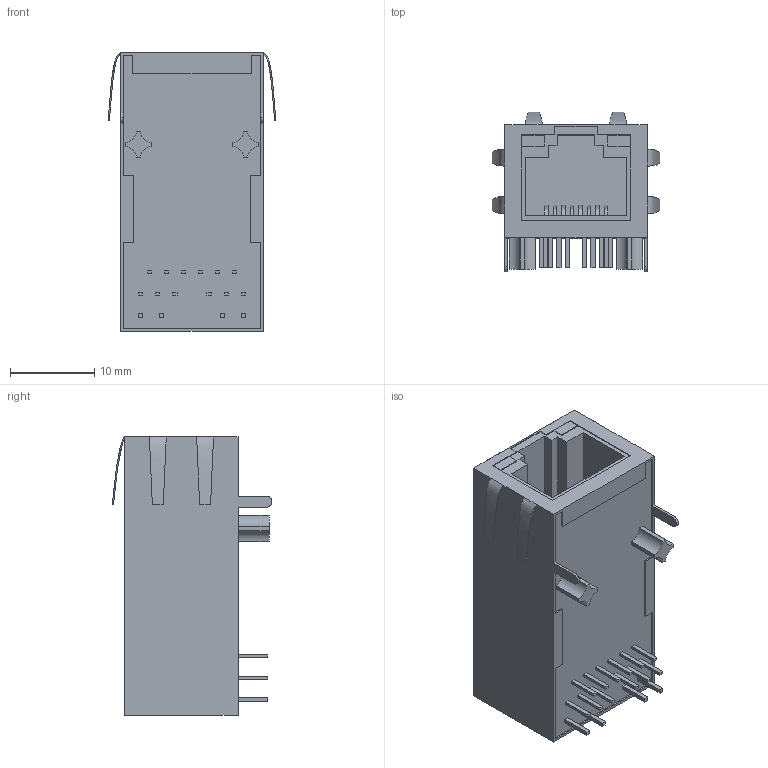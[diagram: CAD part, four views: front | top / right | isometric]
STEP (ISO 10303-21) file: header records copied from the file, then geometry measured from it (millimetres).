
FILE_DESCRIPTION (( 'STEP AP214' ), '1' );
FILE_NAME ('User Library-WE-RJ45 LAN HPLE RJ45 LAN Transformer_799111614_WürthElektronik.STEP', '2011-03-28T15:04:37', ( 'sysAdmin' ), ( 'SolidWorks' ), 'SwSTEP 2.0', 'SolidWorks 2011', '' );
FILE_SCHEMA (( 'AUTOMOTIVE_DESIGN' ));
Length unit declared in the file: millimetre
Products named in the file (1): User Library-WE-RJ45 LAN HPLE RJ45 LAN Transformer_799111614_WürthElektronik
Bounding box: 19.87 x 18.9 x 33.02 mm (x, y, z)
Volume: 6448.9 mm3; surface area: 3370 mm2
Topology: 19 solids, 19 shells, 270 faces, 787 edges, 587 vertices
Faces by surface type: plane 230, bspline 28, cylinder 12
Entity records: 12484 total; most frequent: CARTESIAN_POINT 3637, ORIENTED_EDGE 1574, DIRECTION 1190, EDGE_CURVE 787, VECTOR 656, LINE 656, VERTEX_POINT 587, EDGE_LOOP 318
